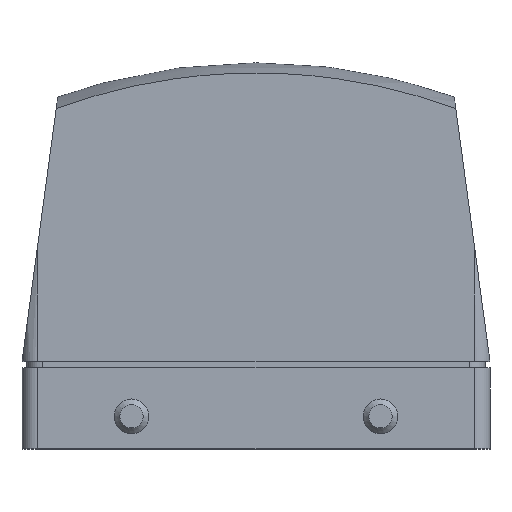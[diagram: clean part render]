
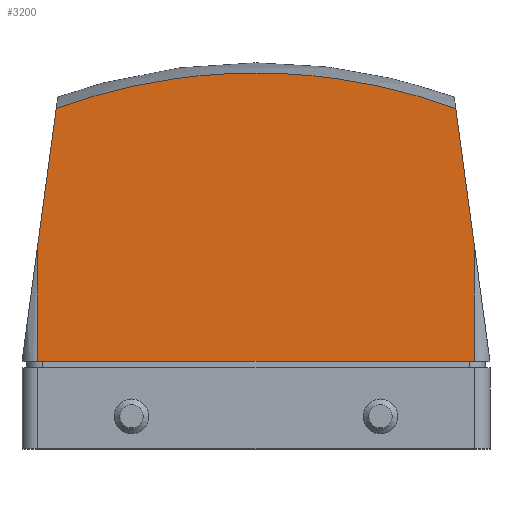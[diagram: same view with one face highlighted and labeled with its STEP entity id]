
A CAD part, top view. The second image highlights one B-rep face of the part: STEP entity #3200.
In plain terms, the highlighted planar face has unit normal (0, 0, 1).
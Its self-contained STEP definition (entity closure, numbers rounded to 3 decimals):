
#18 = DIRECTION ( 'NONE',  ( 1., 0., 0. ) ) ;
#41 = CARTESIAN_POINT ( 'NONE',  ( 47., -41.117, 43.5 ) ) ;
#43 = DIRECTION ( 'NONE',  ( 0., 0., -1. ) ) ;
#47 = CARTESIAN_POINT ( 'NONE',  ( 90.8, 65.55, 43.5 ) ) ;
#207 = DIRECTION ( 'NONE',  ( 0.134, -0.991, 0. ) ) ;
#210 = CARTESIAN_POINT ( 'NONE',  ( 94., 17.55, 43.5 ) ) ;
#661 = CARTESIAN_POINT ( 'NONE',  ( 87.123, 68.345, 43.5 ) ) ;
#664 = CARTESIAN_POINT ( 'NONE',  ( 90.8, 41.187, 43.5 ) ) ;
#693 = CARTESIAN_POINT ( 'NONE',  ( 3.2, 17.55, 43.5 ) ) ;
#694 = CARTESIAN_POINT ( 'NONE',  ( 6.877, 68.345, 43.5 ) ) ;
#731 = CARTESIAN_POINT ( 'NONE',  ( 3.2, 41.187, 43.5 ) ) ;
#788 = CARTESIAN_POINT ( 'NONE',  ( 90.8, 17.55, 43.5 ) ) ;
#835 = DIRECTION ( 'NONE',  ( 0., -1., 0. ) ) ;
#836 = DIRECTION ( 'NONE',  ( 0.134, 0.991, 0. ) ) ;
#837 = CARTESIAN_POINT ( 'NONE',  ( 0., 17.55, 43.5 ) ) ;
#842 = CARTESIAN_POINT ( 'NONE',  ( 3.2, 17.55, 43.5 ) ) ;
#843 = CARTESIAN_POINT ( 'NONE',  ( 3.2, 65.55, 43.5 ) ) ;
#844 = DIRECTION ( 'NONE',  ( 0., -1., 0. ) ) ;
#845 = DIRECTION ( 'NONE',  ( 1., 0., 0. ) ) ;
#911 = AXIS2_PLACEMENT_3D ( 'NONE', #2743, #2742, #2741 ) ;
#1308 = ORIENTED_EDGE ( 'NONE', *, *, #2287, .F. ) ;
#1309 = ORIENTED_EDGE ( 'NONE', *, *, #2284, .T. ) ;
#1310 = ORIENTED_EDGE ( 'NONE', *, *, #2286, .F. ) ;
#1311 = ORIENTED_EDGE ( 'NONE', *, *, #2288, .T. ) ;
#1312 = ORIENTED_EDGE ( 'NONE', *, *, #2290, .F. ) ;
#1313 = ORIENTED_EDGE ( 'NONE', *, *, #2289, .F. ) ;
#1425 = EDGE_LOOP ( 'NONE', ( #1308, #1310, #1309, #1311, #1313, #1312 ) ) ;
#1657 = VERTEX_POINT ( 'NONE', #788 ) ;
#1694 = VERTEX_POINT ( 'NONE', #731 ) ;
#1715 = VERTEX_POINT ( 'NONE', #694 ) ;
#1719 = VERTEX_POINT ( 'NONE', #693 ) ;
#1762 = VERTEX_POINT ( 'NONE', #661 ) ;
#1767 = VERTEX_POINT ( 'NONE', #664 ) ;
#1887 = LINE ( 'NONE', #843, #2538 ) ;
#1888 = LINE ( 'NONE', #837, #2534 ) ;
#1889 = LINE ( 'NONE', #842, #2532 ) ;
#1890 = LINE ( 'NONE', #47, #2528 ) ;
#1891 = LINE ( 'NONE', #210, #2526 ) ;
#2042 = FACE_OUTER_BOUND ( 'NONE', #1425, .T. ) ;
#2284 = EDGE_CURVE ( 'NONE', #1694, #1719, #1887, .T. ) ;
#2286 = EDGE_CURVE ( 'NONE', #1694, #1715, #1888, .T. ) ;
#2287 = EDGE_CURVE ( 'NONE', #1715, #1762, #2536, .T. ) ;
#2288 = EDGE_CURVE ( 'NONE', #1719, #1657, #1889, .T. ) ;
#2289 = EDGE_CURVE ( 'NONE', #1767, #1657, #1890, .T. ) ;
#2290 = EDGE_CURVE ( 'NONE', #1762, #1767, #1891, .T. ) ;
#2526 = VECTOR ( 'NONE', #207, 1000. ) ;
#2528 = VECTOR ( 'NONE', #835, 1000. ) ;
#2532 = VECTOR ( 'NONE', #845, 1000. ) ;
#2533 = AXIS2_PLACEMENT_3D ( 'NONE', #41, #43, #18 ) ;
#2534 = VECTOR ( 'NONE', #836, 1000. ) ;
#2536 = CIRCLE ( 'NONE', #2533, 116.583 ) ;
#2538 = VECTOR ( 'NONE', #844, 1000. ) ;
#2741 = DIRECTION ( 'NONE',  ( -1., 0., 0. ) ) ;
#2742 = DIRECTION ( 'NONE',  ( 0., 0., -1. ) ) ;
#2743 = CARTESIAN_POINT ( 'NONE',  ( 3.2, 65.55, 43.5 ) ) ;
#2744 = PLANE ( 'NONE',  #911 ) ;
#3200 = ADVANCED_FACE ( 'NONE', ( #2042 ), #2744, .F. ) ;
